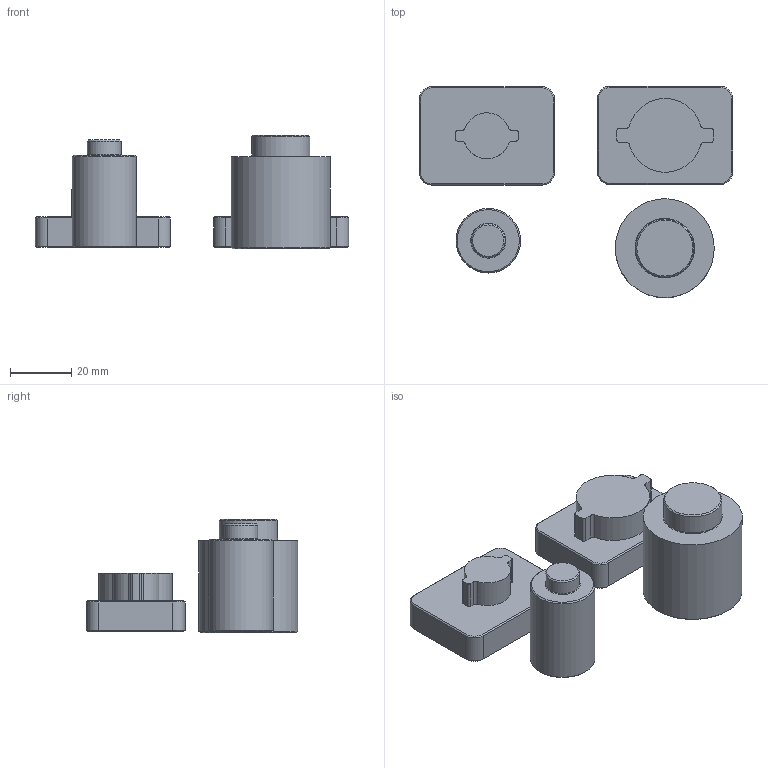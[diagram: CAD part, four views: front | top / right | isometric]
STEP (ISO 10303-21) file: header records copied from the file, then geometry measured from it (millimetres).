
FILE_DESCRIPTION(/* description */ (''),/* implementation_level */ '2;1');
FILE_NAME(/* name */ 'bearing_helpers.step',/* time_stamp */ '2025-07-07T20:58:20+12:00',/* author */ (''),/* organization */ (''),/* preprocessor_version */ 'ST-DEVELOPER v20.1',/* originating_system */ 'Autodesk Translation Framework v14.10.0.0',/* authorisation */ '');
FILE_SCHEMA (('AUTOMOTIVE_DESIGN { 1 0 10303 214 3 1 1 }'));
Length unit declared in the file: millimetre
Products named in the file (5): bearing_helpers; 6801_bearing_eject_helper; 6801_bearing_press_helper; 6804_bearing_eject_helper; 6804_bearing_press_helper
Assembly tree (4 placements, depth 2):
  bearing_helpers
    6801_bearing_eject_helper
    6801_bearing_press_helper
    6804_bearing_eject_helper
    6804_bearing_press_helper
Bounding box: 102 x 68.86 x 37 mm (x, y, z)
Volume: 71076.7 mm3; surface area: 17778.4 mm2
Topology: 4 solids, 4 shells, 518 faces, 1380 edges, 907 vertices
Faces by surface type: bspline 321, plane 138, cylinder 36, cone 21, torus 2
Full cylindrical faces by diameter (mm): 11 x1, 19 x1, 21 x1, 32.2 x1
Entity records: 19168 total; most frequent: CARTESIAN_POINT 8271, ORIENTED_EDGE 2760, EDGE_CURVE 1380, DIRECTION 1247, VERTEX_POINT 907, B_SPLINE_CURVE_WITH_KNOTS 642, LINE 641, VECTOR 641
